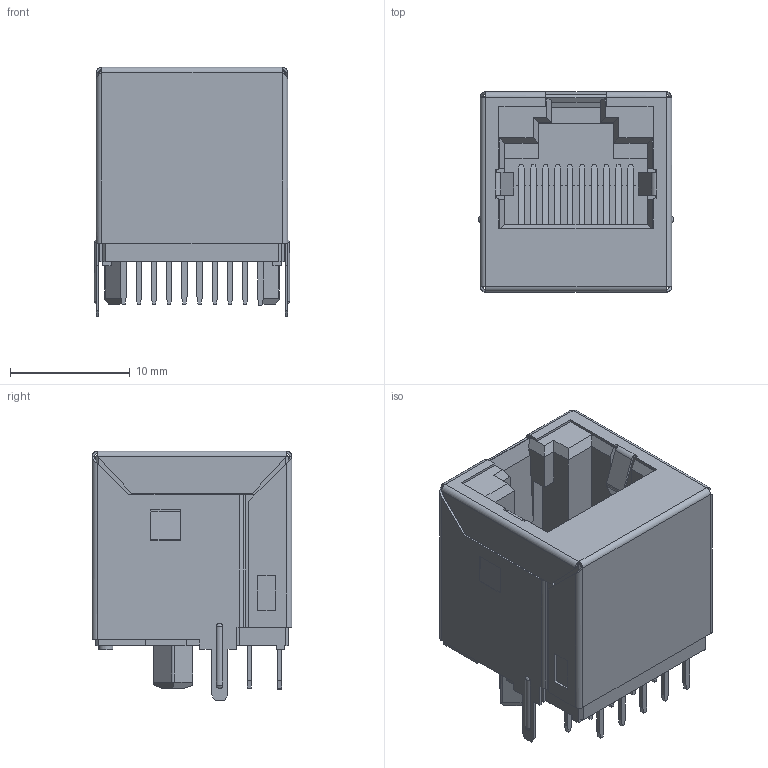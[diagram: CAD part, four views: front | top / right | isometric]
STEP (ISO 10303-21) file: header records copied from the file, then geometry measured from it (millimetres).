
FILE_DESCRIPTION (( 'STEP AP214' ), '1' );
FILE_NAME ('M-RJE74-1AA-1X10-X-REVT2.STEP', '2015-04-20T08:01:18', ( '' ), ( '' ), 'SwSTEP 2.0', 'SolidWorks 2014', '' );
FILE_SCHEMA (( 'AUTOMOTIVE_DESIGN' ));
Length unit declared in the file: millimetre
Products named in the file (2): M-RJE74-1AA-1X10-X-REVT2
Bounding box: 16.3 x 16.7 x 20.83 mm (x, y, z)
Volume: 2880.4 mm3; surface area: 4769.3 mm2
Topology: 1 solids, 1 shells, 546 faces, 1514 edges, 979 vertices
Faces by surface type: plane 460, cylinder 74, bspline 12
Entity records: 18082 total; most frequent: CARTESIAN_POINT 5048, ORIENTED_EDGE 3012, DIRECTION 2134, EDGE_CURVE 1506, LINE 1034, VECTOR 1034, VERTEX_POINT 979, EDGE_LOOP 593
